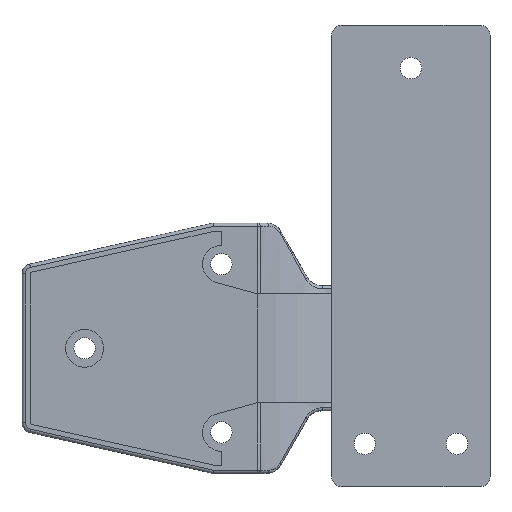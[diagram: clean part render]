
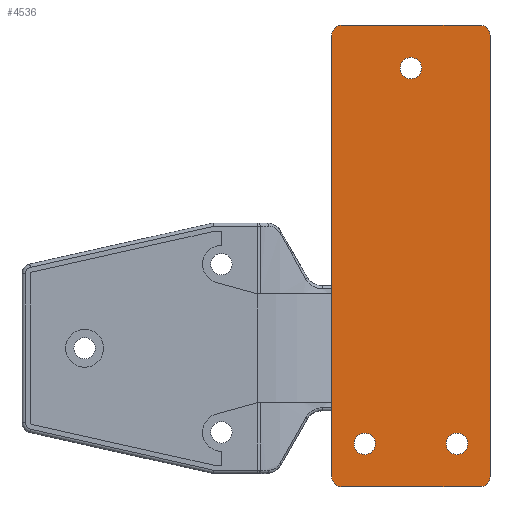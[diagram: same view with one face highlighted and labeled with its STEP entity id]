
A CAD part, front view. The second image highlights one B-rep face of the part: STEP entity #4536.
In plain terms, the highlighted planar face has unit normal (0, -1, 0).
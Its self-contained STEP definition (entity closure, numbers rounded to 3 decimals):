
#84 = ORIENTED_EDGE ( 'NONE', *, *, #8429, .F. ) ;
#87 = DIRECTION ( 'NONE',  ( 0., 0., -1. ) ) ;
#109 = DIRECTION ( 'NONE',  ( 0., -1., 0. ) ) ;
#167 = EDGE_LOOP ( 'NONE', ( #8417, #4038 ) ) ;
#337 = DIRECTION ( 'NONE',  ( 0., -1., 0. ) ) ;
#339 = CARTESIAN_POINT ( 'NONE',  ( -24., -39., 95. ) ) ;
#468 = EDGE_CURVE ( 'NONE', #9646, #5587, #8325, .T. ) ;
#494 = DIRECTION ( 'NONE',  ( 0., -1., 0. ) ) ;
#552 = EDGE_CURVE ( 'NONE', #7868, #6973, #9956, .T. ) ;
#658 = DIRECTION ( 'NONE',  ( 1., 0., 0. ) ) ;
#805 = EDGE_CURVE ( 'NONE', #2986, #3184, #1873, .T. ) ;
#882 = VERTEX_POINT ( 'NONE', #8503 ) ;
#1122 = CARTESIAN_POINT ( 'NONE',  ( -24., -39., -39. ) ) ;
#1139 = CARTESIAN_POINT ( 'NONE',  ( 24., -39., -42. ) ) ;
#1177 = CARTESIAN_POINT ( 'NONE',  ( 21., -39., 98. ) ) ;
#1253 = AXIS2_PLACEMENT_3D ( 'NONE', #4858, #109, #5658 ) ;
#1262 = PLANE ( 'NONE',  #3320 ) ;
#1315 = CARTESIAN_POINT ( 'NONE',  ( -24., -39., -42. ) ) ;
#1334 = VERTEX_POINT ( 'NONE', #1122 ) ;
#1366 = VERTEX_POINT ( 'NONE', #6718 ) ;
#1371 = VERTEX_POINT ( 'NONE', #8882 ) ;
#1504 = CIRCLE ( 'NONE', #9999, 3. ) ;
#1689 = CARTESIAN_POINT ( 'NONE',  ( 0., -39., 88.25 ) ) ;
#1815 = EDGE_CURVE ( 'NONE', #9646, #4002, #3593, .T. ) ;
#1873 = CIRCLE ( 'NONE', #7555, 3.25 ) ;
#2001 = VECTOR ( 'NONE', #2082, 1000. ) ;
#2082 = DIRECTION ( 'NONE',  ( 1., 0., 0. ) ) ;
#2156 = CARTESIAN_POINT ( 'NONE',  ( 24., -39., 98. ) ) ;
#2249 = CARTESIAN_POINT ( 'NONE',  ( 21., -39., -39. ) ) ;
#2598 = DIRECTION ( 'NONE',  ( 0., -1., 0. ) ) ;
#2733 = EDGE_CURVE ( 'NONE', #882, #1366, #9093, .T. ) ;
#2793 = ORIENTED_EDGE ( 'NONE', *, *, #552, .T. ) ;
#2874 = DIRECTION ( 'NONE',  ( 0., 0., -1. ) ) ;
#2986 = VERTEX_POINT ( 'NONE', #1689 ) ;
#3055 = DIRECTION ( 'NONE',  ( 0., 0., -1. ) ) ;
#3184 = VERTEX_POINT ( 'NONE', #5182 ) ;
#3251 = AXIS2_PLACEMENT_3D ( 'NONE', #9591, #4824, #87 ) ;
#3320 = AXIS2_PLACEMENT_3D ( 'NONE', #9170, #7618, #2874 ) ;
#3361 = CARTESIAN_POINT ( 'NONE',  ( 14., -39., -29. ) ) ;
#3467 = EDGE_CURVE ( 'NONE', #9462, #1371, #8734, .T. ) ;
#3472 = CARTESIAN_POINT ( 'NONE',  ( -21., -39., -39. ) ) ;
#3488 = ORIENTED_EDGE ( 'NONE', *, *, #6403, .F. ) ;
#3498 = ORIENTED_EDGE ( 'NONE', *, *, #6430, .T. ) ;
#3511 = ORIENTED_EDGE ( 'NONE', *, *, #5799, .T. ) ;
#3593 = CIRCLE ( 'NONE', #8370, 3. ) ;
#3601 = AXIS2_PLACEMENT_3D ( 'NONE', #3361, #8894, #4159 ) ;
#3602 = DIRECTION ( 'NONE',  ( 0., 0., 1. ) ) ;
#3615 = VECTOR ( 'NONE', #3602, 1000. ) ;
#3808 = EDGE_CURVE ( 'NONE', #6973, #5587, #6504, .T. ) ;
#4002 = VERTEX_POINT ( 'NONE', #339 ) ;
#4012 = CIRCLE ( 'NONE', #8647, 3.25 ) ;
#4038 = ORIENTED_EDGE ( 'NONE', *, *, #7395, .F. ) ;
#4159 = DIRECTION ( 'NONE',  ( 0., 0., -1. ) ) ;
#4182 = CARTESIAN_POINT ( 'NONE',  ( -14., -39., -32.25 ) ) ;
#4232 = CARTESIAN_POINT ( 'NONE',  ( 0., -39., 85. ) ) ;
#4278 = DIRECTION ( 'NONE',  ( 0., 0., -1. ) ) ;
#4446 = VERTEX_POINT ( 'NONE', #4182 ) ;
#4536 = ADVANCED_FACE ( 'NONE', ( #7838, #5736, #9975, #10231 ), #1262, .T. ) ;
#4776 = AXIS2_PLACEMENT_3D ( 'NONE', #5080, #337, #5898 ) ;
#4824 = DIRECTION ( 'NONE',  ( 0., -1., 0. ) ) ;
#4858 = CARTESIAN_POINT ( 'NONE',  ( 21., -39., 95. ) ) ;
#4969 = CARTESIAN_POINT ( 'NONE',  ( 0., -39., 85. ) ) ;
#5017 = DIRECTION ( 'NONE',  ( 0., 0., -1. ) ) ;
#5080 = CARTESIAN_POINT ( 'NONE',  ( -14., -39., -29. ) ) ;
#5103 = CIRCLE ( 'NONE', #4776, 3.25 ) ;
#5143 = DIRECTION ( 'NONE',  ( 0., 0., 1. ) ) ;
#5182 = CARTESIAN_POINT ( 'NONE',  ( 0., -39., 81.75 ) ) ;
#5261 = CARTESIAN_POINT ( 'NONE',  ( -14., -39., -29. ) ) ;
#5444 = EDGE_CURVE ( 'NONE', #1371, #9462, #7941, .T. ) ;
#5521 = AXIS2_PLACEMENT_3D ( 'NONE', #4232, #9779, #5017 ) ;
#5587 = VERTEX_POINT ( 'NONE', #1177 ) ;
#5658 = DIRECTION ( 'NONE',  ( 0., 0., -1. ) ) ;
#5736 = FACE_BOUND ( 'NONE', #167, .T. ) ;
#5799 = EDGE_CURVE ( 'NONE', #1366, #7868, #1504, .T. ) ;
#5898 = DIRECTION ( 'NONE',  ( 0., 0., -1. ) ) ;
#5952 = EDGE_LOOP ( 'NONE', ( #5992, #3488 ) ) ;
#5982 = CARTESIAN_POINT ( 'NONE',  ( 14., -39., -25.75 ) ) ;
#5992 = ORIENTED_EDGE ( 'NONE', *, *, #805, .F. ) ;
#6040 = ORIENTED_EDGE ( 'NONE', *, *, #3808, .T. ) ;
#6053 = DIRECTION ( 'NONE',  ( 0., 0., -1. ) ) ;
#6403 = EDGE_CURVE ( 'NONE', #3184, #2986, #10195, .T. ) ;
#6430 = EDGE_CURVE ( 'NONE', #1334, #882, #9938, .T. ) ;
#6504 = CIRCLE ( 'NONE', #1253, 3. ) ;
#6512 = ORIENTED_EDGE ( 'NONE', *, *, #468, .F. ) ;
#6541 = DIRECTION ( 'NONE',  ( 0., -1., 0. ) ) ;
#6718 = CARTESIAN_POINT ( 'NONE',  ( 21., -39., -42. ) ) ;
#6973 = VERTEX_POINT ( 'NONE', #7688 ) ;
#7063 = CARTESIAN_POINT ( 'NONE',  ( -21., -39., 98. ) ) ;
#7353 = VECTOR ( 'NONE', #5143, 1000. ) ;
#7395 = EDGE_CURVE ( 'NONE', #4446, #8615, #4012, .T. ) ;
#7555 = AXIS2_PLACEMENT_3D ( 'NONE', #4969, #2598, #9806 ) ;
#7618 = DIRECTION ( 'NONE',  ( 0., -1., 0. ) ) ;
#7639 = AXIS2_PLACEMENT_3D ( 'NONE', #3472, #9006, #4278 ) ;
#7641 = CARTESIAN_POINT ( 'NONE',  ( 24., -39., -39. ) ) ;
#7681 = ORIENTED_EDGE ( 'NONE', *, *, #5444, .F. ) ;
#7688 = CARTESIAN_POINT ( 'NONE',  ( 24., -39., 95. ) ) ;
#7757 = CARTESIAN_POINT ( 'NONE',  ( 24., -39., -42. ) ) ;
#7783 = DIRECTION ( 'NONE',  ( 0., -1., 0. ) ) ;
#7838 = FACE_BOUND ( 'NONE', #5952, .T. ) ;
#7868 = VERTEX_POINT ( 'NONE', #7641 ) ;
#7941 = CIRCLE ( 'NONE', #3601, 3.25 ) ;
#8023 = CARTESIAN_POINT ( 'NONE',  ( -14., -39., -25.75 ) ) ;
#8186 = DIRECTION ( 'NONE',  ( 0., 0., -1. ) ) ;
#8325 = LINE ( 'NONE', #2156, #2001 ) ;
#8370 = AXIS2_PLACEMENT_3D ( 'NONE', #8803, #6541, #8186 ) ;
#8417 = ORIENTED_EDGE ( 'NONE', *, *, #8755, .F. ) ;
#8429 = EDGE_CURVE ( 'NONE', #1334, #4002, #9454, .T. ) ;
#8503 = CARTESIAN_POINT ( 'NONE',  ( -21., -39., -42. ) ) ;
#8613 = VECTOR ( 'NONE', #658, 1000. ) ;
#8615 = VERTEX_POINT ( 'NONE', #8023 ) ;
#8647 = AXIS2_PLACEMENT_3D ( 'NONE', #5261, #494, #6053 ) ;
#8734 = CIRCLE ( 'NONE', #3251, 3.25 ) ;
#8755 = EDGE_CURVE ( 'NONE', #8615, #4446, #5103, .T. ) ;
#8803 = CARTESIAN_POINT ( 'NONE',  ( -21., -39., 95. ) ) ;
#8829 = ORIENTED_EDGE ( 'NONE', *, *, #3467, .F. ) ;
#8849 = EDGE_LOOP ( 'NONE', ( #84, #3498, #8862, #3511, #2793, #6040, #6512, #9457 ) ) ;
#8862 = ORIENTED_EDGE ( 'NONE', *, *, #2733, .T. ) ;
#8882 = CARTESIAN_POINT ( 'NONE',  ( 14., -39., -32.25 ) ) ;
#8894 = DIRECTION ( 'NONE',  ( 0., -1., 0. ) ) ;
#9006 = DIRECTION ( 'NONE',  ( 0., -1., 0. ) ) ;
#9093 = LINE ( 'NONE', #7757, #8613 ) ;
#9170 = CARTESIAN_POINT ( 'NONE',  ( 24., -39., -42. ) ) ;
#9454 = LINE ( 'NONE', #1315, #7353 ) ;
#9457 = ORIENTED_EDGE ( 'NONE', *, *, #1815, .T. ) ;
#9462 = VERTEX_POINT ( 'NONE', #5982 ) ;
#9591 = CARTESIAN_POINT ( 'NONE',  ( 14., -39., -29. ) ) ;
#9646 = VERTEX_POINT ( 'NONE', #7063 ) ;
#9779 = DIRECTION ( 'NONE',  ( 0., -1., 0. ) ) ;
#9806 = DIRECTION ( 'NONE',  ( 0., 0., -1. ) ) ;
#9938 = CIRCLE ( 'NONE', #7639, 3. ) ;
#9956 = LINE ( 'NONE', #1139, #3615 ) ;
#9975 = FACE_BOUND ( 'NONE', #10225, .T. ) ;
#9999 = AXIS2_PLACEMENT_3D ( 'NONE', #2249, #7783, #3055 ) ;
#10195 = CIRCLE ( 'NONE', #5521, 3.25 ) ;
#10225 = EDGE_LOOP ( 'NONE', ( #8829, #7681 ) ) ;
#10231 = FACE_OUTER_BOUND ( 'NONE', #8849, .T. ) ;
